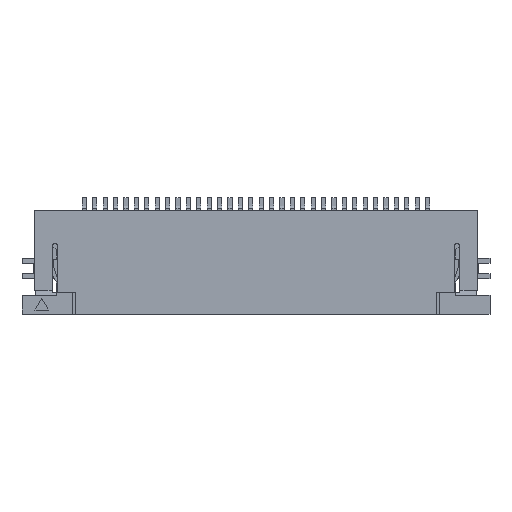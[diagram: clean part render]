
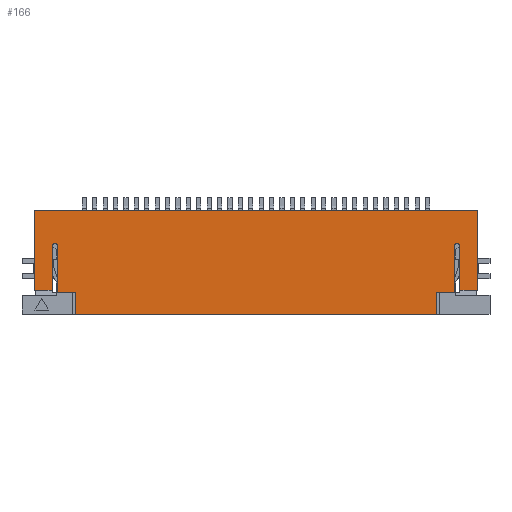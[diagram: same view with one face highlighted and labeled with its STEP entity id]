
A CAD part, top view. The second image highlights one B-rep face of the part: STEP entity #166.
In plain terms, the highlighted planar face has unit normal (0, 0, 1).
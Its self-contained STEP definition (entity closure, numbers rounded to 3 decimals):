
#166=ADVANCED_FACE('',(#2180),#2181,.T.);
#2180=FACE_OUTER_BOUND('',#6126,.T.);
#2181=PLANE('',#6127);
#6126=EDGE_LOOP('',(#10809,#10810,#10811,#10812,#10813,#10814,#10815,#10816,#10817,#10818,#10819,#10820,#10821,#10822,#10823,#10824));
#6127=AXIS2_PLACEMENT_3D('',#10825,#10826,#10827);
#10809=ORIENTED_EDGE('',*,*,#27483,.F.);
#10810=ORIENTED_EDGE('',*,*,#27484,.F.);
#10811=ORIENTED_EDGE('',*,*,#27485,.F.);
#10812=ORIENTED_EDGE('',*,*,#27086,.T.);
#10813=ORIENTED_EDGE('',*,*,#27329,.T.);
#10814=ORIENTED_EDGE('',*,*,#27114,.T.);
#10815=ORIENTED_EDGE('',*,*,#27480,.T.);
#10816=ORIENTED_EDGE('',*,*,#27047,.T.);
#10817=ORIENTED_EDGE('',*,*,#27486,.F.);
#10818=ORIENTED_EDGE('',*,*,#27487,.F.);
#10819=ORIENTED_EDGE('',*,*,#27488,.F.);
#10820=ORIENTED_EDGE('',*,*,#27059,.T.);
#10821=ORIENTED_EDGE('',*,*,#27281,.T.);
#10822=ORIENTED_EDGE('',*,*,#27110,.T.);
#10823=ORIENTED_EDGE('',*,*,#27283,.T.);
#10824=ORIENTED_EDGE('',*,*,#27063,.T.);
#10825=CARTESIAN_POINT('',(0.0,0.0,2.0));
#10826=DIRECTION('',(0.0,0.0,1.0));
#10827=DIRECTION('',(1.0,0.0,0.0));
#27047=EDGE_CURVE('',#32793,#32791,#32794,.T.);
#27059=EDGE_CURVE('',#32817,#32815,#32818,.T.);
#27063=EDGE_CURVE('',#32825,#32823,#32826,.T.);
#27086=EDGE_CURVE('',#32869,#32867,#32870,.T.);
#27110=EDGE_CURVE('',#32917,#32915,#32918,.T.);
#27114=EDGE_CURVE('',#32925,#32923,#32926,.T.);
#27281=EDGE_CURVE('',#32815,#32917,#33252,.T.);
#27283=EDGE_CURVE('',#32915,#32825,#33255,.T.);
#27329=EDGE_CURVE('',#32867,#32925,#33328,.T.);
#27480=EDGE_CURVE('',#32923,#32793,#33625,.T.);
#27483=EDGE_CURVE('',#33629,#32823,#33630,.T.);
#27484=EDGE_CURVE('',#33631,#33629,#33632,.T.);
#27485=EDGE_CURVE('',#32869,#33631,#33633,.T.);
#27486=EDGE_CURVE('',#33634,#32791,#33635,.T.);
#27487=EDGE_CURVE('',#33636,#33634,#33637,.T.);
#27488=EDGE_CURVE('',#32817,#33636,#33638,.T.);
#32791=VERTEX_POINT('',#42159);
#32793=VERTEX_POINT('',#42162);
#32794=LINE('',#42163,#42164);
#32815=VERTEX_POINT('',#42195);
#32817=VERTEX_POINT('',#42198);
#32818=LINE('',#42199,#42200);
#32823=VERTEX_POINT('',#42207);
#32825=VERTEX_POINT('',#42210);
#32826=LINE('',#42211,#42212);
#32867=VERTEX_POINT('',#42274);
#32869=VERTEX_POINT('',#42277);
#32870=LINE('',#42278,#42279);
#32915=VERTEX_POINT('',#42346);
#32917=VERTEX_POINT('',#42349);
#32918=LINE('',#42350,#42351);
#32923=VERTEX_POINT('',#42358);
#32925=VERTEX_POINT('',#42361);
#32926=LINE('',#42362,#42363);
#33252=LINE('',#42854,#42855);
#33255=LINE('',#42858,#42859);
#33328=LINE('',#42977,#42978);
#33625=LINE('',#43425,#43426);
#33629=VERTEX_POINT('',#43432);
#33630=LINE('',#43433,#43434);
#33631=VERTEX_POINT('',#43435);
#33632=CIRCLE('',#43436,0.125);
#33633=LINE('',#43437,#43438);
#33634=VERTEX_POINT('',#43439);
#33635=LINE('',#43440,#43441);
#33636=VERTEX_POINT('',#43442);
#33637=CIRCLE('',#43443,0.125);
#33638=LINE('',#43444,#43445);
#42159=CARTESIAN_POINT('',(-9.8,1.15,2.0));
#42162=CARTESIAN_POINT('',(-10.65,1.15,2.0));
#42163=CARTESIAN_POINT('',(-10.65,1.15,2.0));
#42164=VECTOR('',#56455,1.0);
#42195=CARTESIAN_POINT('',(-8.675,1.05,2.0));
#42198=CARTESIAN_POINT('',(-9.55,1.05,2.0));
#42199=CARTESIAN_POINT('',(-9.6,1.05,2.0));
#42200=VECTOR('',#56467,1.0);
#42207=CARTESIAN_POINT('',(9.55,1.05,2.0));
#42210=CARTESIAN_POINT('',(8.675,1.05,2.0));
#42211=CARTESIAN_POINT('',(8.675,1.05,2.0));
#42212=VECTOR('',#56471,1.0);
#42274=CARTESIAN_POINT('',(10.65,1.15,2.0));
#42277=CARTESIAN_POINT('',(9.8,1.15,2.0));
#42278=CARTESIAN_POINT('',(9.6,1.15,2.0));
#42279=VECTOR('',#56494,1.0);
#42346=CARTESIAN_POINT('',(8.675,0.0,2.0));
#42349=CARTESIAN_POINT('',(-8.675,0.0,2.0));
#42350=CARTESIAN_POINT('',(-8.675,0.0,2.0));
#42351=VECTOR('',#56518,1.0);
#42358=CARTESIAN_POINT('',(-10.65,5.,2.0));
#42361=CARTESIAN_POINT('',(10.65,5.,2.0));
#42362=CARTESIAN_POINT('',(10.65,5.,2.0));
#42363=VECTOR('',#56522,1.0);
#42854=CARTESIAN_POINT('',(-8.675,1.05,2.0));
#42855=VECTOR('',#56691,1.0);
#42858=CARTESIAN_POINT('',(8.675,0.0,2.0));
#42859=VECTOR('',#56695,1.0);
#42977=CARTESIAN_POINT('',(10.65,1.15,2.0));
#42978=VECTOR('',#56741,1.0);
#43425=CARTESIAN_POINT('',(-10.65,5.,2.0));
#43426=VECTOR('',#56892,1.0);
#43432=CARTESIAN_POINT('',(9.55,3.275,2.0));
#43433=CARTESIAN_POINT('',(9.55,3.275,2.0));
#43434=VECTOR('',#56895,1.0);
#43435=CARTESIAN_POINT('',(9.8,3.275,2.0));
#43436=AXIS2_PLACEMENT_3D('',#56896,#56897,#56898);
#43437=CARTESIAN_POINT('',(9.8,1.05,2.0));
#43438=VECTOR('',#56899,1.0);
#43439=CARTESIAN_POINT('',(-9.8,3.275,2.0));
#43440=CARTESIAN_POINT('',(-9.8,3.275,2.0));
#43441=VECTOR('',#56900,1.0);
#43442=CARTESIAN_POINT('',(-9.55,3.275,2.0));
#43443=AXIS2_PLACEMENT_3D('',#56901,#56902,#56903);
#43444=CARTESIAN_POINT('',(-9.55,1.05,2.0));
#43445=VECTOR('',#56904,1.0);
#56455=DIRECTION('',(1.0,0.0,0.0));
#56467=DIRECTION('',(1.0,0.0,0.0));
#56471=DIRECTION('',(1.0,0.0,0.0));
#56494=DIRECTION('',(1.0,0.,0.0));
#56518=DIRECTION('',(1.0,0.0,0.0));
#56522=DIRECTION('',(-1.0,0.0,0.0));
#56691=DIRECTION('',(0.0,-1.0,0.0));
#56695=DIRECTION('',(0.0,1.0,0.0));
#56741=DIRECTION('',(0.,1.0,0.0));
#56892=DIRECTION('',(0.,-1.0,0.0));
#56895=DIRECTION('',(0.0,-1.0,0.0));
#56896=CARTESIAN_POINT('',(9.675,3.275,2.0));
#56897=DIRECTION('',(0.0,0.0,1.0));
#56898=DIRECTION('',(1.0,0.0,0.0));
#56899=DIRECTION('',(0.0,1.0,0.0));
#56900=DIRECTION('',(0.0,-1.0,0.0));
#56901=CARTESIAN_POINT('',(-9.675,3.275,2.0));
#56902=DIRECTION('',(0.0,0.0,1.0));
#56903=DIRECTION('',(-1.0,0.0,0.0));
#56904=DIRECTION('',(0.0,1.0,0.0));
